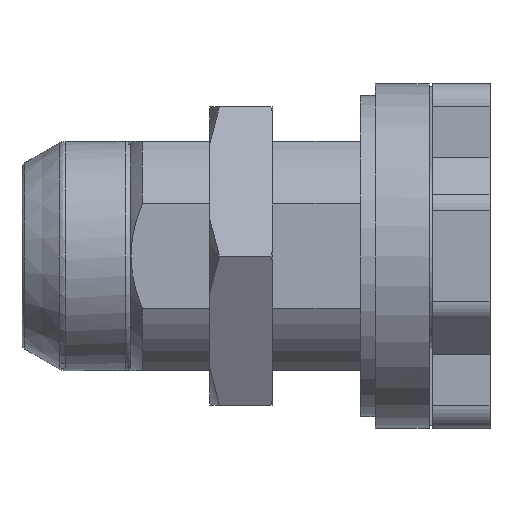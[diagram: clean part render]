
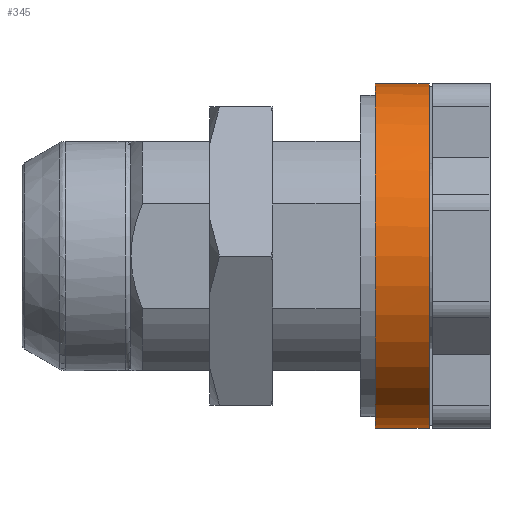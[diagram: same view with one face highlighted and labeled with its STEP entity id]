
A CAD part, front view. The second image highlights one B-rep face of the part: STEP entity #345.
In plain terms, the highlighted cylindrical face has radius 15 mm (diameter 30 mm), a full revolution.
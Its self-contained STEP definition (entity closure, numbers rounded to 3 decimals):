
#345 = ADVANCED_FACE( '', ( #692, #693 ), #694, .T. );
#692 = FACE_OUTER_BOUND( '', #1046, .T. );
#693 = FACE_OUTER_BOUND( '', #1047, .T. );
#694 = CYLINDRICAL_SURFACE( '', #1048, 15. );
#1046 = EDGE_LOOP( '', ( #1830, #1831, #1832, #1833 ) );
#1047 = EDGE_LOOP( '', ( #1834 ) );
#1048 = AXIS2_PLACEMENT_3D( '', #1835, #1836, #1837 );
#1830 = ORIENTED_EDGE( '', *, *, #2338, .F. );
#1831 = ORIENTED_EDGE( '', *, *, #2136, .T. );
#1832 = ORIENTED_EDGE( '', *, *, #2300, .F. );
#1833 = ORIENTED_EDGE( '', *, *, #2429, .T. );
#1834 = ORIENTED_EDGE( '', *, *, #2425, .T. );
#1835 = CARTESIAN_POINT( '', ( 11., 0., 0. ) );
#1836 = DIRECTION( '', ( -1., 0., 0. ) );
#1837 = DIRECTION( '', ( 0., 0., -1. ) );
#2136 = EDGE_CURVE( '', #2534, #2538, #2540, .F. );
#2300 = EDGE_CURVE( '', #2807, #2538, #2808, .T. );
#2338 = EDGE_CURVE( '', #2534, #2863, #2864, .T. );
#2425 = EDGE_CURVE( '', #2975, #2975, #2976, .T. );
#2429 = EDGE_CURVE( '', #2807, #2863, #2980, .T. );
#2534 = VERTEX_POINT( '', #3141 );
#2538 = VERTEX_POINT( '', #3147 );
#2540 = LINE( '', #3150, #3151 );
#2807 = VERTEX_POINT( '', #3633 );
#2808 = CIRCLE( '', #3634, 15. );
#2863 = VERTEX_POINT( '', #3736 );
#2864 = CIRCLE( '', #3737, 15. );
#2975 = VERTEX_POINT( '', #3918 );
#2976 = CIRCLE( '', #3919, 15. );
#2980 = LINE( '', #3926, #3927 );
#3141 = CARTESIAN_POINT( '', ( 11., 2.5, -14.79 ) );
#3147 = CARTESIAN_POINT( '', ( 6., 2.5, -14.79 ) );
#3150 = CARTESIAN_POINT( '', ( 11., 2.5, -14.79 ) );
#3151 = VECTOR( '', #4035, 1000. );
#3633 = CARTESIAN_POINT( '', ( 6., 2.5, 14.79 ) );
#3634 = AXIS2_PLACEMENT_3D( '', #4243, #4244, #4245 );
#3736 = CARTESIAN_POINT( '', ( 11., 2.5, 14.79 ) );
#3737 = AXIS2_PLACEMENT_3D( '', #4289, #4290, #4291 );
#3918 = CARTESIAN_POINT( '', ( 1.3, 0., -15. ) );
#3919 = AXIS2_PLACEMENT_3D( '', #4390, #4391, #4392 );
#3926 = CARTESIAN_POINT( '', ( 11., 2.5, 14.79 ) );
#3927 = VECTOR( '', #4393, 1000. );
#4035 = DIRECTION( '', ( 1., 0., 0. ) );
#4243 = CARTESIAN_POINT( '', ( 6., 0., 0. ) );
#4244 = DIRECTION( '', ( 1., 0., 0. ) );
#4245 = DIRECTION( '', ( 0., 0., -1. ) );
#4289 = CARTESIAN_POINT( '', ( 11., 0., 0. ) );
#4290 = DIRECTION( '', ( 1., 0., 0. ) );
#4291 = DIRECTION( '', ( 0., 0., -1. ) );
#4390 = CARTESIAN_POINT( '', ( 1.3, 0., 0. ) );
#4391 = DIRECTION( '', ( 1., 0., 0. ) );
#4392 = DIRECTION( '', ( 0., 0., -1. ) );
#4393 = DIRECTION( '', ( 1., 0., 0. ) );
